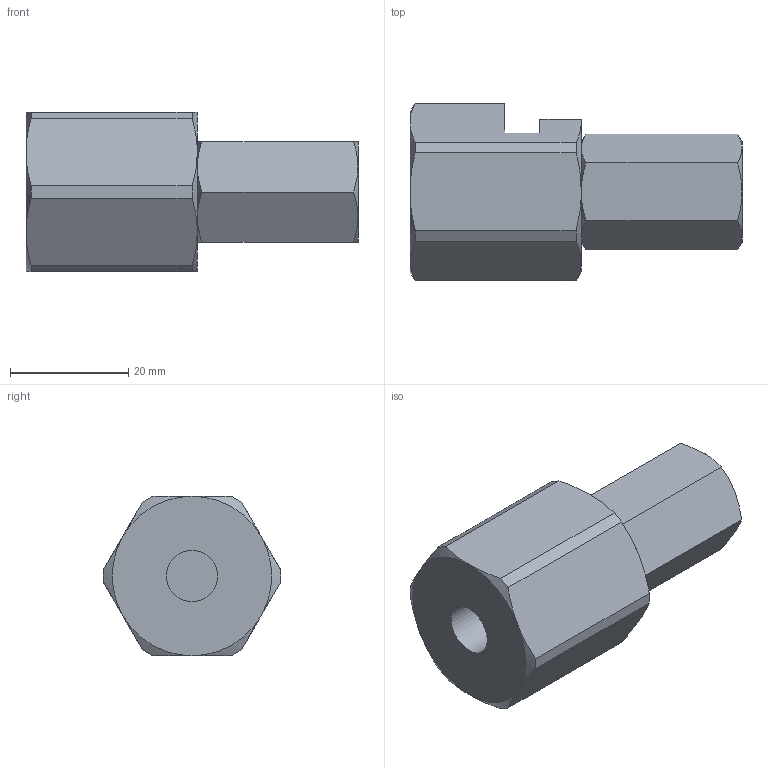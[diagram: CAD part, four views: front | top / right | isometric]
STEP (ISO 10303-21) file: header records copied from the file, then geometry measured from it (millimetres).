
FILE_DESCRIPTION( ( 'STEP AP214' ), '1' );
FILE_NAME( 'K0709.101.stp', '2020-12-09T12:29:35', ( '' ), ( '' ), ' ', 'PARTsolutions', ' ' );
FILE_SCHEMA( ( 'AUTOMOTIVE_DESIGN { 1 0 10303 214 1 1 1 1 }' ) );
Length unit declared in the file: millimetre
Products named in the file (3): K0709.101; _K0709.101_kupplung; _23450-101_klaue
Assembly tree (2 placements, depth 2):
  K0709.101
    _K0709.101_kupplung
    _23450-101_klaue
Bounding box: 56.2 x 30 x 27 mm (x, y, z)
Volume: 20750.1 mm3; surface area: 8342.1 mm2
Topology: 2 solids, 2 shells, 63 faces, 145 edges, 88 vertices
Faces by surface type: plane 30, cone 27, cylinder 6
Full cylindrical faces by diameter (mm): 8.2 x1, 8.647 x2, 17 x1
Entity records: 2467 total; most frequent: CARTESIAN_POINT 605, ORIENTED_EDGE 276, DIRECTION 247, EDGE_CURVE 138, AXIS2_PLACEMENT_3D 104, VERTEX_POINT 88, EDGE_LOOP 73, FACE_OUTER_BOUND 67
